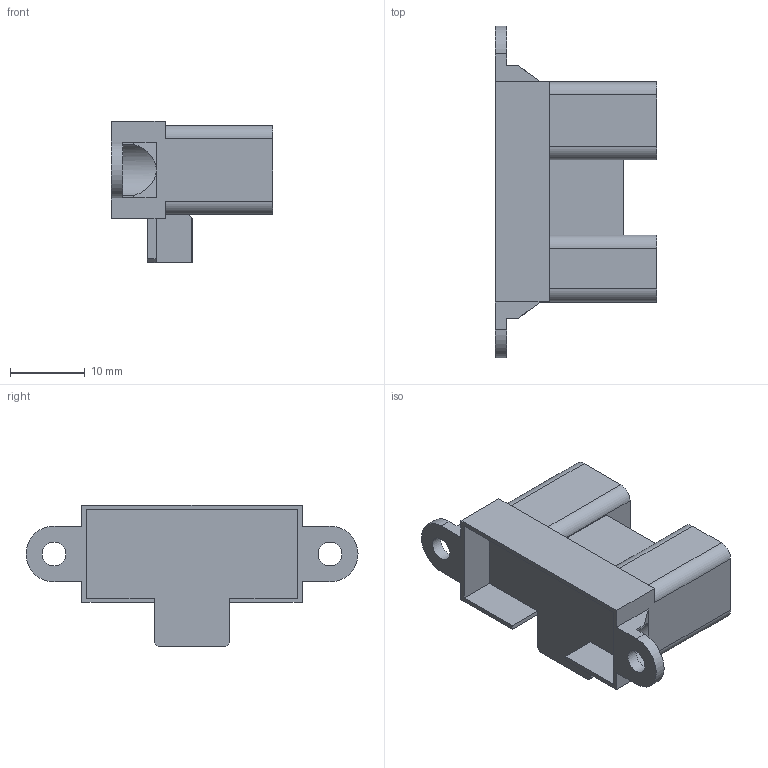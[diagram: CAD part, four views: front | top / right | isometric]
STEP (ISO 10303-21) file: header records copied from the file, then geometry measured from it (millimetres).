
FILE_DESCRIPTION(/* description */ (''),/* implementation_level */ '2;1');
FILE_NAME(/* name */ 'GP2Y0A02.step',/* time_stamp */ '2019-07-11T18:29:26+09:00',/* author */ (''),/* organization */ (''),/* preprocessor_version */ 'ST-DEVELOPER v18',/* originating_system */ 'Autodesk Translation Framework v8.2.0.1029',/* authorisation */ '');
FILE_SCHEMA (('AUTOMOTIVE_DESIGN { 1 0 10303 214 3 1 1 }'));
Length unit declared in the file: millimetre
Products named in the file (4): GP2Y0A02; connector; GP2Y0A02 ; PCB
Assembly tree (3 placements, depth 2):
  GP2Y0A02
    connector
    GP2Y0A02 
    PCB
Bounding box: 21.6 x 44.5 x 18.9 mm (x, y, z)
Volume: 5042.1 mm3; surface area: 4678.1 mm2
Topology: 3 solids, 3 shells, 100 faces, 272 edges, 181 vertices
Faces by surface type: plane 81, cylinder 19
Full cylindrical faces by diameter (mm): 3.2 x2
Entity records: 3277 total; most frequent: CARTESIAN_POINT 560, ORIENTED_EDGE 544, DIRECTION 529, EDGE_CURVE 272, LINE 229, VECTOR 229, VERTEX_POINT 181, AXIS2_PLACEMENT_3D 150
